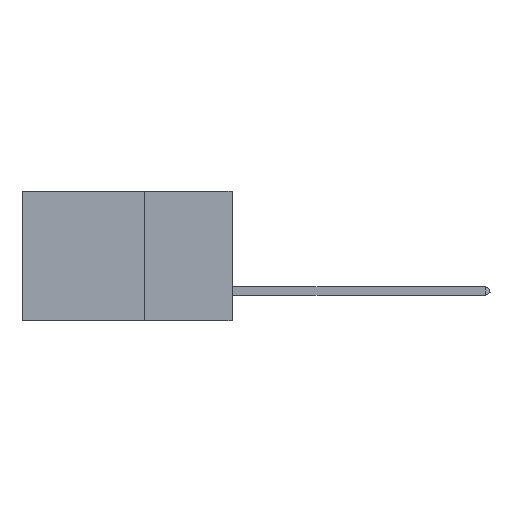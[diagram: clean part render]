
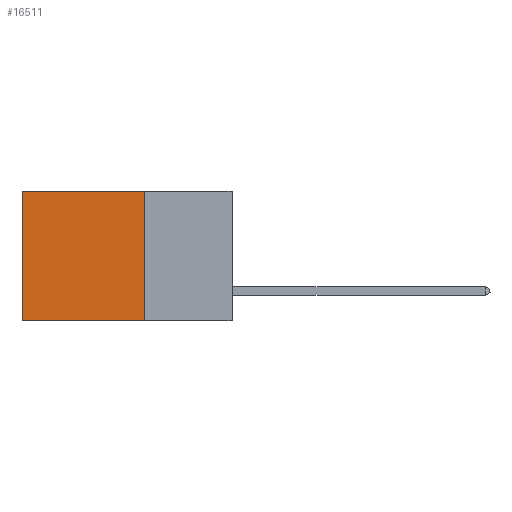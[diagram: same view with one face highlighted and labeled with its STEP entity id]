
A CAD part, left-side view. The second image highlights one B-rep face of the part: STEP entity #16511.
In plain terms, the highlighted planar face has unit normal (-1, 0, 0).
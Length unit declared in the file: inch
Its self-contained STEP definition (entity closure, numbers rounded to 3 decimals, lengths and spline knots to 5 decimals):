
#37 = ORIENTED_EDGE ( 'NONE', *, *, #27192, .F. ) ;
#466 = LINE ( 'NONE', #16270, #28431 ) ;
#2388 = CARTESIAN_POINT ( 'NONE',  ( 0.2875, 0.25, -0.37 ) ) ;
#2674 = ORIENTED_EDGE ( 'NONE', *, *, #11297, .F. ) ;
#3179 = DIRECTION ( 'NONE',  ( 0., 0., -1. ) ) ;
#4645 = ORIENTED_EDGE ( 'NONE', *, *, #7785, .T. ) ;
#5579 = PLANE ( 'NONE',  #30098 ) ;
#6303 = CARTESIAN_POINT ( 'NONE',  ( 0.2875, 0.6, 0. ) ) ;
#7400 = LINE ( 'NONE', #12603, #13898 ) ;
#7785 = EDGE_CURVE ( 'NONE', #16697, #18241, #25886, .T. ) ;
#8043 = CARTESIAN_POINT ( 'NONE',  ( 0.2875, 0.25, 0. ) ) ;
#9999 = VECTOR ( 'NONE', #26603, 39.37008 ) ;
#11297 = EDGE_CURVE ( 'NONE', #12997, #18241, #466, .T. ) ;
#11463 = EDGE_LOOP ( 'NONE', ( #4645, #2674, #37, #20494 ) ) ;
#12445 = CARTESIAN_POINT ( 'NONE',  ( 0.2875, 0.6, -0.37 ) ) ;
#12603 = CARTESIAN_POINT ( 'NONE',  ( 0.2875, 0.25, 0. ) ) ;
#12997 = VERTEX_POINT ( 'NONE', #2388 ) ;
#13859 = CARTESIAN_POINT ( 'NONE',  ( 0.2875, 0.6, 0. ) ) ;
#13898 = VECTOR ( 'NONE', #27067, 39.37008 ) ;
#16270 = CARTESIAN_POINT ( 'NONE',  ( 0.2875, 0.25, -0.37 ) ) ;
#16428 = FACE_OUTER_BOUND ( 'NONE', #11463, .T. ) ;
#16511 = ADVANCED_FACE ( 'NONE', ( #16428 ), #5579, .F. ) ;
#16697 = VERTEX_POINT ( 'NONE', #6303 ) ;
#18028 = DIRECTION ( 'NONE',  ( 1., 0., 0. ) ) ;
#18241 = VERTEX_POINT ( 'NONE', #12445 ) ;
#18371 = CARTESIAN_POINT ( 'NONE',  ( 0.2875, 0.25, 0. ) ) ;
#18505 = EDGE_CURVE ( 'NONE', #30712, #16697, #27225, .T. ) ;
#18772 = CARTESIAN_POINT ( 'NONE',  ( 0.2875, 0.25, 0. ) ) ;
#20494 = ORIENTED_EDGE ( 'NONE', *, *, #18505, .T. ) ;
#21238 = DIRECTION ( 'NONE',  ( 0., 1., 0. ) ) ;
#25886 = LINE ( 'NONE', #13859, #9999 ) ;
#26603 = DIRECTION ( 'NONE',  ( 0., 0., -1. ) ) ;
#26828 = VECTOR ( 'NONE', #21238, 39.37008 ) ;
#27067 = DIRECTION ( 'NONE',  ( 0., 0., -1. ) ) ;
#27192 = EDGE_CURVE ( 'NONE', #30712, #12997, #7400, .T. ) ;
#27225 = LINE ( 'NONE', #18772, #26828 ) ;
#28431 = VECTOR ( 'NONE', #31173, 39.37008 ) ;
#30098 = AXIS2_PLACEMENT_3D ( 'NONE', #8043, #18028, #3179 ) ;
#30712 = VERTEX_POINT ( 'NONE', #18371 ) ;
#31173 = DIRECTION ( 'NONE',  ( 0., 1., 0. ) ) ;
